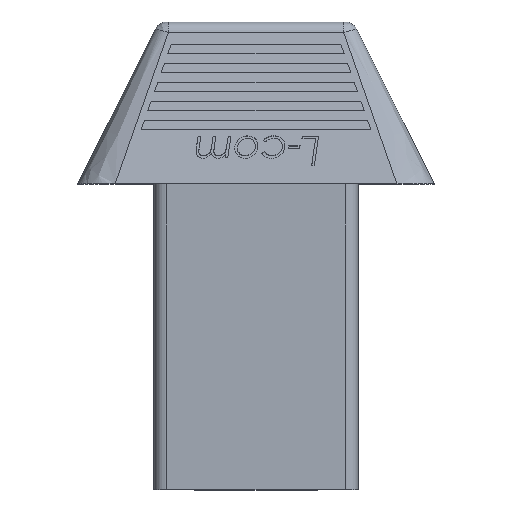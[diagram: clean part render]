
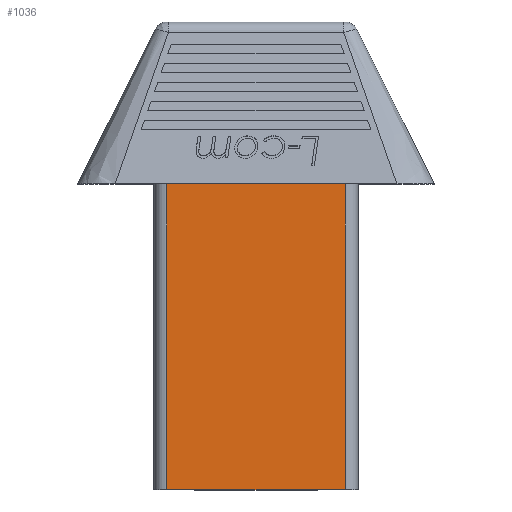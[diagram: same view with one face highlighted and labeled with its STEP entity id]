
A CAD part, top view. The second image highlights one B-rep face of the part: STEP entity #1036.
In plain terms, the highlighted planar face has unit normal (0, 0, 1).
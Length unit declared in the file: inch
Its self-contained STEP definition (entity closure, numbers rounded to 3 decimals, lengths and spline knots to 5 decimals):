
#1036 = ADVANCED_FACE ( 'NONE', ( #3762 ), #3840, .F. ) ;
#1037 = EDGE_LOOP ( 'NONE', ( #1059, #1060, #1054, #1057 ) ) ;
#1054 = ORIENTED_EDGE ( 'NONE', *, *, #1055, .F. ) ;
#1055 = EDGE_CURVE ( 'NONE', #1056, #1062, #3711, .T. ) ;
#1056 = VERTEX_POINT ( 'NONE', #3707 ) ;
#1057 = ORIENTED_EDGE ( 'NONE', *, *, #1058, .T. ) ;
#1058 = EDGE_CURVE ( 'NONE', #1056, #2542, #3706, .T. ) ;
#1059 = ORIENTED_EDGE ( 'NONE', *, *, #2536, .T. ) ;
#1060 = ORIENTED_EDGE ( 'NONE', *, *, #1061, .T. ) ;
#1061 = EDGE_CURVE ( 'NONE', #2537, #1062, #3689, .T. ) ;
#1062 = VERTEX_POINT ( 'NONE', #3685 ) ;
#2536 = EDGE_CURVE ( 'NONE', #2542, #2537, #8523, .T. ) ;
#2537 = VERTEX_POINT ( 'NONE', #8517 ) ;
#2542 = VERTEX_POINT ( 'NONE', #8544 ) ;
#3685 = CARTESIAN_POINT ( 'NONE',  ( -0.1375, -0.472, 0.1425 ) ) ;
#3686 = DIRECTION ( 'NONE',  ( 0., -1., 0. ) ) ;
#3687 = VECTOR ( 'NONE', #3686, 39.37008 ) ;
#3688 = CARTESIAN_POINT ( 'NONE',  ( -0.1375, -0.472, 0.1425 ) ) ;
#3689 = LINE ( 'NONE', #3688, #3687 ) ;
#3690 = DIRECTION ( 'NONE',  ( 0., 1., 0. ) ) ;
#3691 = VECTOR ( 'NONE', #3690, 39.37008 ) ;
#3692 = CARTESIAN_POINT ( 'NONE',  ( 0.1375, -0.472, 0.1425 ) ) ;
#3706 = LINE ( 'NONE', #3692, #3691 ) ;
#3707 = CARTESIAN_POINT ( 'NONE',  ( 0.1375, -0.472, 0.1425 ) ) ;
#3708 = DIRECTION ( 'NONE',  ( -1., 0., 0. ) ) ;
#3709 = VECTOR ( 'NONE', #3708, 39.37008 ) ;
#3710 = CARTESIAN_POINT ( 'NONE',  ( -0.1575, -0.472, 0.1425 ) ) ;
#3711 = LINE ( 'NONE', #3710, #3709 ) ;
#3762 = FACE_OUTER_BOUND ( 'NONE', #1037, .T. ) ;
#3836 = DIRECTION ( 'NONE',  ( -1., 0., 0. ) ) ;
#3837 = DIRECTION ( 'NONE',  ( 0., 0., -1. ) ) ;
#3838 = CARTESIAN_POINT ( 'NONE',  ( -0.1575, -0.472, 0.1425 ) ) ;
#3839 = AXIS2_PLACEMENT_3D ( 'NONE', #3838, #3837, #3836 ) ;
#3840 = PLANE ( 'NONE',  #3839 ) ;
#8517 = CARTESIAN_POINT ( 'NONE',  ( -0.1375, 0., 0.1425 ) ) ;
#8518 = DIRECTION ( 'NONE',  ( -1., 0., 0. ) ) ;
#8519 = VECTOR ( 'NONE', #8518, 39.37008 ) ;
#8522 = CARTESIAN_POINT ( 'NONE',  ( -0.1575, 0., 0.1425 ) ) ;
#8523 = LINE ( 'NONE', #8522, #8519 ) ;
#8544 = CARTESIAN_POINT ( 'NONE',  ( 0.1375, 0., 0.1425 ) ) ;
